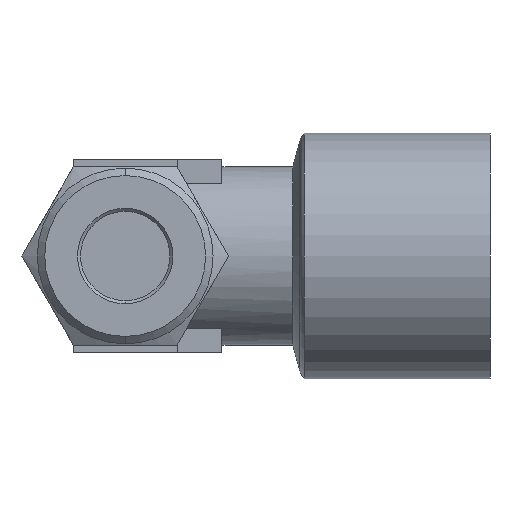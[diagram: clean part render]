
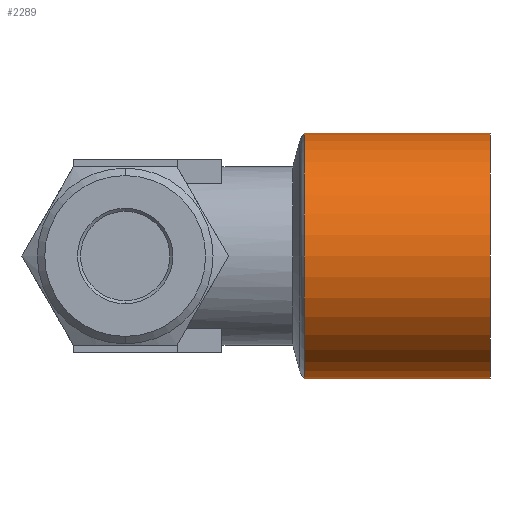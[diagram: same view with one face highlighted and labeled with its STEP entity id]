
A CAD part, left-side view. The second image highlights one B-rep face of the part: STEP entity #2289.
In plain terms, the highlighted cylindrical face has radius 8.25 mm (diameter 16.5 mm), a partial arc.
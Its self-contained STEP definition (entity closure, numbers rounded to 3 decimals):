
#139 = ORIENTED_EDGE ( 'NONE', *, *, #1753, .F. ) ;
#141 = ORIENTED_EDGE ( 'NONE', *, *, #1709, .T. ) ;
#142 = ORIENTED_EDGE ( 'NONE', *, *, #1751, .T. ) ;
#144 = ORIENTED_EDGE ( 'NONE', *, *, #1824, .T. ) ;
#264 = VERTEX_POINT ( 'NONE', #1403 ) ;
#267 = VERTEX_POINT ( 'NONE', #1406 ) ;
#270 = VERTEX_POINT ( 'NONE', #1409 ) ;
#271 = VERTEX_POINT ( 'NONE', #1410 ) ;
#498 = DIRECTION ( 'NONE',  ( 0., 1., 0. ) ) ;
#499 = DIRECTION ( 'NONE',  ( 0., 0., 1. ) ) ;
#502 = CARTESIAN_POINT ( 'NONE',  ( 0., 6.459, 0. ) ) ;
#678 = CIRCLE ( 'NONE', #2001, 8.25 ) ;
#1152 = EDGE_LOOP ( 'NONE', ( #139, #141, #142, #144 ) ) ;
#1195 = CIRCLE ( 'NONE', #1952, 8.25 ) ;
#1253 = LINE ( 'NONE', #1370, #1260 ) ;
#1255 = LINE ( 'NONE', #1363, #1257 ) ;
#1257 = VECTOR ( 'NONE', #1359, 1000. ) ;
#1260 = VECTOR ( 'NONE', #1364, 1000. ) ;
#1313 = CARTESIAN_POINT ( 'NONE',  ( 0., 1., 0. ) ) ;
#1314 = DIRECTION ( 'NONE',  ( 0., 1., 0. ) ) ;
#1315 = DIRECTION ( 'NONE',  ( 0., 0., 1. ) ) ;
#1359 = DIRECTION ( 'NONE',  ( 0., 1., 0. ) ) ;
#1363 = CARTESIAN_POINT ( 'NONE',  ( 0., 6.459, 8.25 ) ) ;
#1364 = DIRECTION ( 'NONE',  ( 0., 1., 0. ) ) ;
#1370 = CARTESIAN_POINT ( 'NONE',  ( 0., 6.459, -8.25 ) ) ;
#1403 = CARTESIAN_POINT ( 'NONE',  ( 0., 1., 8.25 ) ) ;
#1406 = CARTESIAN_POINT ( 'NONE',  ( 0., 1., -8.25 ) ) ;
#1409 = CARTESIAN_POINT ( 'NONE',  ( 0., 13.467, -8.25 ) ) ;
#1410 = CARTESIAN_POINT ( 'NONE',  ( 0., 13.467, 8.25 ) ) ;
#1632 = FACE_OUTER_BOUND ( 'NONE', #1152, .T. ) ;
#1635 = CYLINDRICAL_SURFACE ( 'NONE', #2354, 8.25 ) ;
#1709 = EDGE_CURVE ( 'NONE', #267, #264, #1195, .T. ) ;
#1751 = EDGE_CURVE ( 'NONE', #264, #271, #1255, .T. ) ;
#1753 = EDGE_CURVE ( 'NONE', #267, #270, #1253, .T. ) ;
#1824 = EDGE_CURVE ( 'NONE', #271, #270, #678, .T. ) ;
#1952 = AXIS2_PLACEMENT_3D ( 'NONE', #1313, #1314, #1315 ) ;
#2001 = AXIS2_PLACEMENT_3D ( 'NONE', #2159, #2160, #2161 ) ;
#2159 = CARTESIAN_POINT ( 'NONE',  ( 0., 13.467, 0. ) ) ;
#2160 = DIRECTION ( 'NONE',  ( 0., -1., 0. ) ) ;
#2161 = DIRECTION ( 'NONE',  ( 0., 0., -1. ) ) ;
#2289 = ADVANCED_FACE ( 'NONE', ( #1632 ), #1635, .T. ) ;
#2354 = AXIS2_PLACEMENT_3D ( 'NONE', #502, #498, #499 ) ;
